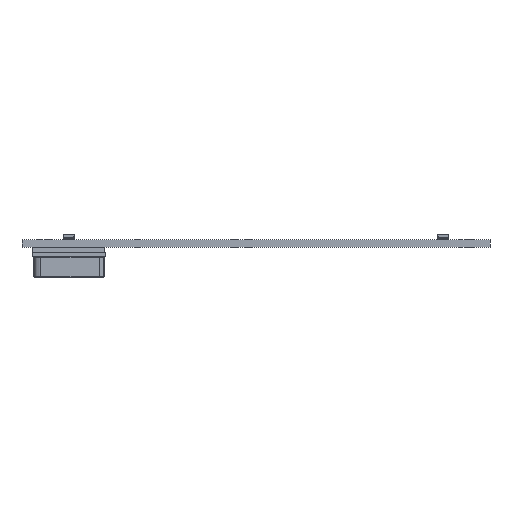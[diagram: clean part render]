
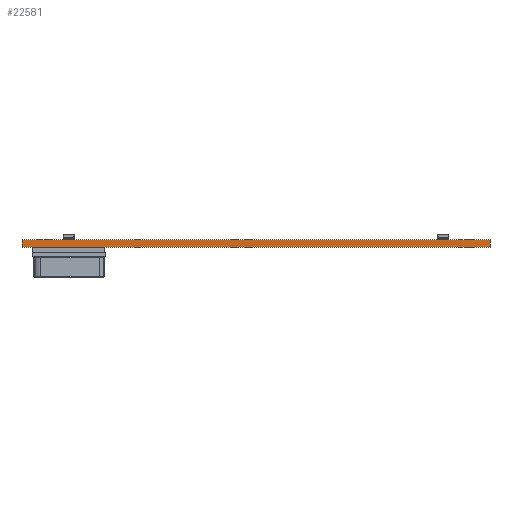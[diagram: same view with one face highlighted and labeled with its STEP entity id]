
A CAD part, front view. The second image highlights one B-rep face of the part: STEP entity #22581.
In plain terms, the highlighted planar face has unit normal (0, -1, 0).
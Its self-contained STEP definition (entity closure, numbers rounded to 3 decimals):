
#22581 = ADVANCED_FACE('',(#22582),#22596,.F.);
#22582 = FACE_BOUND('',#22583,.F.);
#22583 = EDGE_LOOP('',(#22584,#22619,#22647,#22675));
#22584 = ORIENTED_EDGE('',*,*,#22585,.T.);
#22585 = EDGE_CURVE('',#22586,#22588,#22590,.T.);
#22586 = VERTEX_POINT('',#22587);
#22587 = CARTESIAN_POINT('',(-50.,-50.,0.));
#22588 = VERTEX_POINT('',#22589);
#22589 = CARTESIAN_POINT('',(-50.,-50.,1.6));
#22590 = SURFACE_CURVE('',#22591,(#22595,#22607),.PCURVE_S1.);
#22591 = LINE('',#22592,#22593);
#22592 = CARTESIAN_POINT('',(-50.,-50.,0.));
#22593 = VECTOR('',#22594,1.);
#22594 = DIRECTION('',(0.,0.,1.));
#22595 = PCURVE('',#22596,#22601);
#22596 = PLANE('',#22597);
#22597 = AXIS2_PLACEMENT_3D('',#22598,#22599,#22600);
#22598 = CARTESIAN_POINT('',(-50.,-50.,0.));
#22599 = DIRECTION('',(0.,1.,0.));
#22600 = DIRECTION('',(1.,0.,0.));
#22601 = DEFINITIONAL_REPRESENTATION('',(#22602),#22606);
#22602 = LINE('',#22603,#22604);
#22603 = CARTESIAN_POINT('',(0.,0.));
#22604 = VECTOR('',#22605,1.);
#22605 = DIRECTION('',(0.,-1.));
#22606 = ( GEOMETRIC_REPRESENTATION_CONTEXT(2) 
PARAMETRIC_REPRESENTATION_CONTEXT() REPRESENTATION_CONTEXT('2D SPACE',''
  ) );
#22607 = PCURVE('',#22608,#22613);
#22608 = PLANE('',#22609);
#22609 = AXIS2_PLACEMENT_3D('',#22610,#22611,#22612);
#22610 = CARTESIAN_POINT('',(-50.,50.,0.));
#22611 = DIRECTION('',(1.,0.,-0.));
#22612 = DIRECTION('',(0.,-1.,0.));
#22613 = DEFINITIONAL_REPRESENTATION('',(#22614),#22618);
#22614 = LINE('',#22615,#22616);
#22615 = CARTESIAN_POINT('',(100.,0.));
#22616 = VECTOR('',#22617,1.);
#22617 = DIRECTION('',(0.,-1.));
#22618 = ( GEOMETRIC_REPRESENTATION_CONTEXT(2) 
PARAMETRIC_REPRESENTATION_CONTEXT() REPRESENTATION_CONTEXT('2D SPACE',''
  ) );
#22619 = ORIENTED_EDGE('',*,*,#22620,.T.);
#22620 = EDGE_CURVE('',#22588,#22621,#22623,.T.);
#22621 = VERTEX_POINT('',#22622);
#22622 = CARTESIAN_POINT('',(50.,-50.,1.6));
#22623 = SURFACE_CURVE('',#22624,(#22628,#22635),.PCURVE_S1.);
#22624 = LINE('',#22625,#22626);
#22625 = CARTESIAN_POINT('',(-50.,-50.,1.6));
#22626 = VECTOR('',#22627,1.);
#22627 = DIRECTION('',(1.,0.,0.));
#22628 = PCURVE('',#22596,#22629);
#22629 = DEFINITIONAL_REPRESENTATION('',(#22630),#22634);
#22630 = LINE('',#22631,#22632);
#22631 = CARTESIAN_POINT('',(0.,-1.6));
#22632 = VECTOR('',#22633,1.);
#22633 = DIRECTION('',(1.,0.));
#22634 = ( GEOMETRIC_REPRESENTATION_CONTEXT(2) 
PARAMETRIC_REPRESENTATION_CONTEXT() REPRESENTATION_CONTEXT('2D SPACE',''
  ) );
#22635 = PCURVE('',#22636,#22641);
#22636 = PLANE('',#22637);
#22637 = AXIS2_PLACEMENT_3D('',#22638,#22639,#22640);
#22638 = CARTESIAN_POINT('',(0.,0.,1.6));
#22639 = DIRECTION('',(0.,0.,1.));
#22640 = DIRECTION('',(1.,0.,-0.));
#22641 = DEFINITIONAL_REPRESENTATION('',(#22642),#22646);
#22642 = LINE('',#22643,#22644);
#22643 = CARTESIAN_POINT('',(-50.,-50.));
#22644 = VECTOR('',#22645,1.);
#22645 = DIRECTION('',(1.,0.));
#22646 = ( GEOMETRIC_REPRESENTATION_CONTEXT(2) 
PARAMETRIC_REPRESENTATION_CONTEXT() REPRESENTATION_CONTEXT('2D SPACE',''
  ) );
#22647 = ORIENTED_EDGE('',*,*,#22648,.F.);
#22648 = EDGE_CURVE('',#22649,#22621,#22651,.T.);
#22649 = VERTEX_POINT('',#22650);
#22650 = CARTESIAN_POINT('',(50.,-50.,0.));
#22651 = SURFACE_CURVE('',#22652,(#22656,#22663),.PCURVE_S1.);
#22652 = LINE('',#22653,#22654);
#22653 = CARTESIAN_POINT('',(50.,-50.,0.));
#22654 = VECTOR('',#22655,1.);
#22655 = DIRECTION('',(0.,0.,1.));
#22656 = PCURVE('',#22596,#22657);
#22657 = DEFINITIONAL_REPRESENTATION('',(#22658),#22662);
#22658 = LINE('',#22659,#22660);
#22659 = CARTESIAN_POINT('',(100.,0.));
#22660 = VECTOR('',#22661,1.);
#22661 = DIRECTION('',(0.,-1.));
#22662 = ( GEOMETRIC_REPRESENTATION_CONTEXT(2) 
PARAMETRIC_REPRESENTATION_CONTEXT() REPRESENTATION_CONTEXT('2D SPACE',''
  ) );
#22663 = PCURVE('',#22664,#22669);
#22664 = PLANE('',#22665);
#22665 = AXIS2_PLACEMENT_3D('',#22666,#22667,#22668);
#22666 = CARTESIAN_POINT('',(50.,-50.,0.));
#22667 = DIRECTION('',(-1.,0.,0.));
#22668 = DIRECTION('',(0.,1.,0.));
#22669 = DEFINITIONAL_REPRESENTATION('',(#22670),#22674);
#22670 = LINE('',#22671,#22672);
#22671 = CARTESIAN_POINT('',(0.,0.));
#22672 = VECTOR('',#22673,1.);
#22673 = DIRECTION('',(0.,-1.));
#22674 = ( GEOMETRIC_REPRESENTATION_CONTEXT(2) 
PARAMETRIC_REPRESENTATION_CONTEXT() REPRESENTATION_CONTEXT('2D SPACE',''
  ) );
#22675 = ORIENTED_EDGE('',*,*,#22676,.F.);
#22676 = EDGE_CURVE('',#22586,#22649,#22677,.T.);
#22677 = SURFACE_CURVE('',#22678,(#22682,#22689),.PCURVE_S1.);
#22678 = LINE('',#22679,#22680);
#22679 = CARTESIAN_POINT('',(-50.,-50.,0.));
#22680 = VECTOR('',#22681,1.);
#22681 = DIRECTION('',(1.,0.,0.));
#22682 = PCURVE('',#22596,#22683);
#22683 = DEFINITIONAL_REPRESENTATION('',(#22684),#22688);
#22684 = LINE('',#22685,#22686);
#22685 = CARTESIAN_POINT('',(0.,0.));
#22686 = VECTOR('',#22687,1.);
#22687 = DIRECTION('',(1.,0.));
#22688 = ( GEOMETRIC_REPRESENTATION_CONTEXT(2) 
PARAMETRIC_REPRESENTATION_CONTEXT() REPRESENTATION_CONTEXT('2D SPACE',''
  ) );
#22689 = PCURVE('',#22690,#22695);
#22690 = PLANE('',#22691);
#22691 = AXIS2_PLACEMENT_3D('',#22692,#22693,#22694);
#22692 = CARTESIAN_POINT('',(0.,0.,0.));
#22693 = DIRECTION('',(0.,0.,1.));
#22694 = DIRECTION('',(1.,0.,-0.));
#22695 = DEFINITIONAL_REPRESENTATION('',(#22696),#22700);
#22696 = LINE('',#22697,#22698);
#22697 = CARTESIAN_POINT('',(-50.,-50.));
#22698 = VECTOR('',#22699,1.);
#22699 = DIRECTION('',(1.,0.));
#22700 = ( GEOMETRIC_REPRESENTATION_CONTEXT(2) 
PARAMETRIC_REPRESENTATION_CONTEXT() REPRESENTATION_CONTEXT('2D SPACE',''
  ) );
